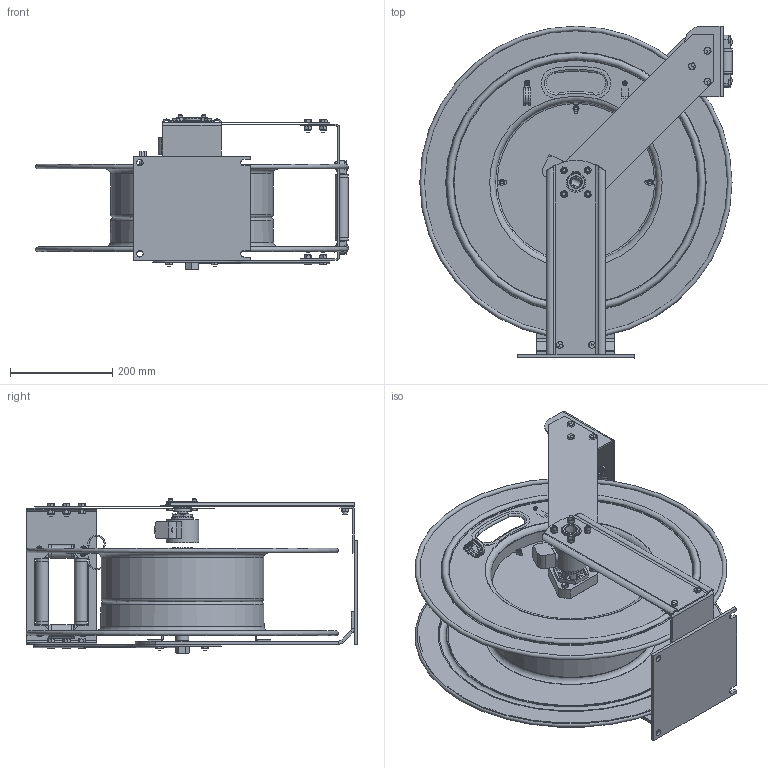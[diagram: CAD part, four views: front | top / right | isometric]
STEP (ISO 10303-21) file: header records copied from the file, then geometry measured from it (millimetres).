
FILE_DESCRIPTION(/* description */ (''),/* implementation_level */ '2;1');
FILE_NAME(/* name */ 'TSHF-N-575_SHARED.stp',/* time_stamp */ '2017-11-14T11:00:14-07:00',/* author */ ('jkusbel'),/* organization */ (''),/* preprocessor_version */ 'ST-DEVELOPER v15.6',/* originating_system */ 'Autodesk Inventor 2015',/* authorisation */ '');
FILE_SCHEMA (('AUTOMOTIVE_DESIGN { 1 0 10303 214 3 1 1 }'));
Products named in the file (1): TSHF-N-575_SHARED
Bounding box: 609.95 x 647.67 x 303.16 mm (x, y, z)
Surface area: 2127264.7 mm2 (no closed solid volume)
Topology: 0 solids, 174 shells, 610 faces, 5028 edges, 4494 vertices
Faces by surface type: plane 445, cylinder 111, torus 29, cone 13, bspline 6, sphere 6
Full cylindrical faces by diameter (mm): 6.35 x1, 7.938 x4, 8.636 x4, 10.414 x1, 12.7 x2, 13.462 x1, 19.05 x1, 25.362 x1, 25.4 x12, 34.544 x2, 35.052 x1, 39.624 x1, 42.926 x1, 63.5 x1, 314.462 x1, 317.5 x1
Entity records: 48615 total; most frequent: CARTESIAN_POINT 14275, DIRECTION 5950, ORIENTED_EDGE 5682, EDGE_CURVE 4943, VERTEX_POINT 4475, LINE 2706, VECTOR 2706, AXIS2_PLACEMENT_3D 1622
